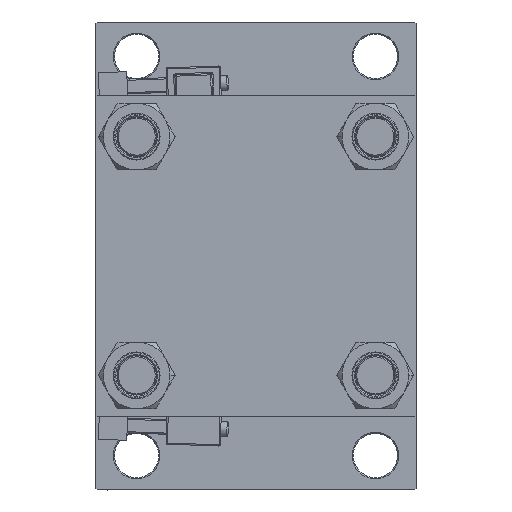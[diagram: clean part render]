
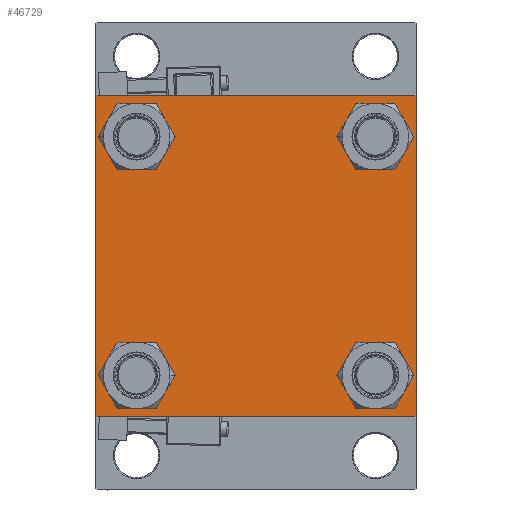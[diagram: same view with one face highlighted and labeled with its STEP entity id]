
A CAD part, left-side view. The second image highlights one B-rep face of the part: STEP entity #46729.
In plain terms, the highlighted planar face has unit normal (-1, 0, 0).
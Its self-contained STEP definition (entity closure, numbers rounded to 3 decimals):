
#287 = DIRECTION ( 'NONE',  ( 0., 0., 1. ) ) ;
#336 = CIRCLE ( 'NONE', #45712, 8.5 ) ;
#655 = ORIENTED_EDGE ( 'NONE', *, *, #20745, .T. ) ;
#904 = ORIENTED_EDGE ( 'NONE', *, *, #4421, .T. ) ;
#1114 = EDGE_CURVE ( 'NONE', #5663, #21054, #11009, .T. ) ;
#2495 = DIRECTION ( 'NONE',  ( 0., -1., 0. ) ) ;
#2561 = CARTESIAN_POINT ( 'NONE',  ( 0., 65., 64.5 ) ) ;
#2711 = EDGE_CURVE ( 'NONE', #47531, #5937, #22992, .T. ) ;
#3403 = CARTESIAN_POINT ( 'NONE',  ( 0., -64.75, -64.75 ) ) ;
#3932 = LINE ( 'NONE', #18646, #12066 ) ;
#4126 = AXIS2_PLACEMENT_3D ( 'NONE', #19541, #23364, #15980 ) ;
#4175 = VERTEX_POINT ( 'NONE', #23864 ) ;
#4217 = DIRECTION ( 'NONE',  ( -1., 0., 0. ) ) ;
#4276 = DIRECTION ( 'NONE',  ( 0., 0., 1. ) ) ;
#4421 = EDGE_CURVE ( 'NONE', #9819, #9922, #22195, .T. ) ;
#4468 = FACE_OUTER_BOUND ( 'NONE', #10695, .T. ) ;
#4602 = CIRCLE ( 'NONE', #11091, 8.5 ) ;
#5349 = AXIS2_PLACEMENT_3D ( 'NONE', #21489, #13632, #287 ) ;
#5663 = VERTEX_POINT ( 'NONE', #18831 ) ;
#5937 = VERTEX_POINT ( 'NONE', #20510 ) ;
#6942 = ORIENTED_EDGE ( 'NONE', *, *, #48683, .F. ) ;
#7537 = CARTESIAN_POINT ( 'NONE',  ( 0., -65., -64.5 ) ) ;
#7839 = LINE ( 'NONE', #23793, #25359 ) ;
#8035 = FACE_BOUND ( 'NONE', #48779, .T. ) ;
#8185 = CARTESIAN_POINT ( 'NONE',  ( 0., -48.45, -48.45 ) ) ;
#8315 = DIRECTION ( 'NONE',  ( 0., 0., 1. ) ) ;
#8640 = ORIENTED_EDGE ( 'NONE', *, *, #2711, .T. ) ;
#9208 = VECTOR ( 'NONE', #30443, 1000. ) ;
#9398 = VECTOR ( 'NONE', #12769, 1000. ) ;
#9601 = CIRCLE ( 'NONE', #15281, 8.5 ) ;
#9819 = VERTEX_POINT ( 'NONE', #14825 ) ;
#9922 = VERTEX_POINT ( 'NONE', #33588 ) ;
#10146 = CARTESIAN_POINT ( 'NONE',  ( 0., 64.5, 65. ) ) ;
#10240 = DIRECTION ( 'NONE',  ( 1., 0., 0. ) ) ;
#10606 = EDGE_CURVE ( 'NONE', #17976, #35838, #45828, .T. ) ;
#10695 = EDGE_LOOP ( 'NONE', ( #655, #12892, #44886, #27939, #20554, #8640, #6942, #19496 ) ) ;
#10997 = CARTESIAN_POINT ( 'NONE',  ( 0., -48.45, 56.95 ) ) ;
#11009 = LINE ( 'NONE', #3403, #38310 ) ;
#11091 = AXIS2_PLACEMENT_3D ( 'NONE', #8185, #42917, #11978 ) ;
#11396 = CARTESIAN_POINT ( 'NONE',  ( 0., -65., 64.5 ) ) ;
#11438 = LINE ( 'NONE', #22618, #9208 ) ;
#11802 = EDGE_CURVE ( 'NONE', #27645, #5663, #32781, .T. ) ;
#11978 = DIRECTION ( 'NONE',  ( 0., 0., 1. ) ) ;
#12066 = VECTOR ( 'NONE', #50091, 1000. ) ;
#12581 = CARTESIAN_POINT ( 'NONE',  ( 0., 64.75, 64.75 ) ) ;
#12769 = DIRECTION ( 'NONE',  ( 0., -1., 0. ) ) ;
#12892 = ORIENTED_EDGE ( 'NONE', *, *, #49017, .T. ) ;
#13520 = CARTESIAN_POINT ( 'NONE',  ( 0., 65., -65. ) ) ;
#13632 = DIRECTION ( 'NONE',  ( 1., 0., 0. ) ) ;
#14169 = CARTESIAN_POINT ( 'NONE',  ( 0., 48.45, -48.45 ) ) ;
#14825 = CARTESIAN_POINT ( 'NONE',  ( 0., -48.45, -39.95 ) ) ;
#15281 = AXIS2_PLACEMENT_3D ( 'NONE', #46862, #16654, #8315 ) ;
#15626 = CARTESIAN_POINT ( 'NONE',  ( 0., 65., -64.5 ) ) ;
#15980 = DIRECTION ( 'NONE',  ( 0., 0., 1. ) ) ;
#16028 = CARTESIAN_POINT ( 'NONE',  ( 0., 48.45, -39.95 ) ) ;
#16487 = VECTOR ( 'NONE', #50125, 1000. ) ;
#16654 = DIRECTION ( 'NONE',  ( 1., 0., 0. ) ) ;
#16669 = CARTESIAN_POINT ( 'NONE',  ( 0., 48.45, 39.95 ) ) ;
#16884 = EDGE_LOOP ( 'NONE', ( #32431, #47626 ) ) ;
#17719 = DIRECTION ( 'NONE',  ( 0., 0., 1. ) ) ;
#17783 = CARTESIAN_POINT ( 'NONE',  ( 0., -48.45, 48.45 ) ) ;
#17863 = VERTEX_POINT ( 'NONE', #15626 ) ;
#17976 = VERTEX_POINT ( 'NONE', #47319 ) ;
#18646 = CARTESIAN_POINT ( 'NONE',  ( 0., 64.75, -64.75 ) ) ;
#18831 = CARTESIAN_POINT ( 'NONE',  ( 0., -64.5, -65. ) ) ;
#19496 = ORIENTED_EDGE ( 'NONE', *, *, #49915, .T. ) ;
#19541 = CARTESIAN_POINT ( 'NONE',  ( 0., 48.45, 48.45 ) ) ;
#19915 = DIRECTION ( 'NONE',  ( 0., 0., 1. ) ) ;
#20510 = CARTESIAN_POINT ( 'NONE',  ( 0., -64.5, 65. ) ) ;
#20554 = ORIENTED_EDGE ( 'NONE', *, *, #22053, .F. ) ;
#20745 = EDGE_CURVE ( 'NONE', #30039, #17863, #7839, .T. ) ;
#21054 = VERTEX_POINT ( 'NONE', #7537 ) ;
#21489 = CARTESIAN_POINT ( 'NONE',  ( 0., 48.45, -48.45 ) ) ;
#22053 = EDGE_CURVE ( 'NONE', #47531, #21054, #11438, .T. ) ;
#22195 = CIRCLE ( 'NONE', #40859, 8.5 ) ;
#22248 = EDGE_CURVE ( 'NONE', #35838, #17976, #336, .T. ) ;
#22618 = CARTESIAN_POINT ( 'NONE',  ( 0., -65., 65. ) ) ;
#22992 = LINE ( 'NONE', #30827, #16487 ) ;
#23353 = VERTEX_POINT ( 'NONE', #16669 ) ;
#23364 = DIRECTION ( 'NONE',  ( 1., 0., 0. ) ) ;
#23520 = DIRECTION ( 'NONE',  ( 0., 0.707, -0.707 ) ) ;
#23793 = CARTESIAN_POINT ( 'NONE',  ( 0., 65., 65. ) ) ;
#23864 = CARTESIAN_POINT ( 'NONE',  ( 0., -48.45, 39.95 ) ) ;
#23958 = EDGE_LOOP ( 'NONE', ( #904, #40175 ) ) ;
#24495 = CARTESIAN_POINT ( 'NONE',  ( 0., 0., 0. ) ) ;
#25359 = VECTOR ( 'NONE', #47122, 1000. ) ;
#26001 = CIRCLE ( 'NONE', #4126, 8.5 ) ;
#26934 = VERTEX_POINT ( 'NONE', #10997 ) ;
#27645 = VERTEX_POINT ( 'NONE', #31274 ) ;
#27802 = LINE ( 'NONE', #12581, #36428 ) ;
#27939 = ORIENTED_EDGE ( 'NONE', *, *, #1114, .T. ) ;
#28204 = AXIS2_PLACEMENT_3D ( 'NONE', #24495, #4217, #19915 ) ;
#28284 = PLANE ( 'NONE',  #28204 ) ;
#29495 = CARTESIAN_POINT ( 'NONE',  ( 0., -48.45, 48.45 ) ) ;
#29685 = ORIENTED_EDGE ( 'NONE', *, *, #36069, .T. ) ;
#30039 = VERTEX_POINT ( 'NONE', #2561 ) ;
#30245 = EDGE_LOOP ( 'NONE', ( #38409, #41511 ) ) ;
#30443 = DIRECTION ( 'NONE',  ( 0., 0., -1. ) ) ;
#30827 = CARTESIAN_POINT ( 'NONE',  ( 0., -64.75, 64.75 ) ) ;
#31274 = CARTESIAN_POINT ( 'NONE',  ( 0., 64.5, -65. ) ) ;
#31641 = DIRECTION ( 'NONE',  ( 1., 0., 0. ) ) ;
#31939 = EDGE_CURVE ( 'NONE', #9922, #9819, #4602, .T. ) ;
#32431 = ORIENTED_EDGE ( 'NONE', *, *, #35633, .T. ) ;
#32781 = LINE ( 'NONE', #13520, #9398 ) ;
#33588 = CARTESIAN_POINT ( 'NONE',  ( 0., -48.45, -56.95 ) ) ;
#33819 = DIRECTION ( 'NONE',  ( 0., 0., 1. ) ) ;
#33831 = DIRECTION ( 'NONE',  ( 0., -0.707, 0.707 ) ) ;
#35511 = CIRCLE ( 'NONE', #46066, 8.5 ) ;
#35633 = EDGE_CURVE ( 'NONE', #37295, #23353, #9601, .T. ) ;
#35838 = VERTEX_POINT ( 'NONE', #16028 ) ;
#36069 = EDGE_CURVE ( 'NONE', #4175, #26934, #35511, .T. ) ;
#36428 = VECTOR ( 'NONE', #23520, 1000. ) ;
#37096 = AXIS2_PLACEMENT_3D ( 'NONE', #29495, #10240, #33819 ) ;
#37295 = VERTEX_POINT ( 'NONE', #43571 ) ;
#37483 = LINE ( 'NONE', #41532, #42873 ) ;
#38310 = VECTOR ( 'NONE', #33831, 1000. ) ;
#38409 = ORIENTED_EDGE ( 'NONE', *, *, #22248, .T. ) ;
#38731 = CIRCLE ( 'NONE', #37096, 8.5 ) ;
#38967 = FACE_BOUND ( 'NONE', #30245, .T. ) ;
#39213 = FACE_BOUND ( 'NONE', #23958, .T. ) ;
#40175 = ORIENTED_EDGE ( 'NONE', *, *, #31939, .T. ) ;
#40314 = DIRECTION ( 'NONE',  ( 1., 0., 0. ) ) ;
#40859 = AXIS2_PLACEMENT_3D ( 'NONE', #46380, #31641, #4276 ) ;
#40939 = EDGE_CURVE ( 'NONE', #23353, #37295, #26001, .T. ) ;
#41379 = DIRECTION ( 'NONE',  ( 1., 0., 0. ) ) ;
#41511 = ORIENTED_EDGE ( 'NONE', *, *, #10606, .T. ) ;
#41532 = CARTESIAN_POINT ( 'NONE',  ( 0., 65., 65. ) ) ;
#42280 = EDGE_CURVE ( 'NONE', #26934, #4175, #38731, .T. ) ;
#42873 = VECTOR ( 'NONE', #2495, 1000. ) ;
#42917 = DIRECTION ( 'NONE',  ( 1., 0., 0. ) ) ;
#43256 = FACE_BOUND ( 'NONE', #16884, .T. ) ;
#43571 = CARTESIAN_POINT ( 'NONE',  ( 0., 48.45, 56.95 ) ) ;
#44886 = ORIENTED_EDGE ( 'NONE', *, *, #11802, .T. ) ;
#45712 = AXIS2_PLACEMENT_3D ( 'NONE', #14169, #40314, #17719 ) ;
#45828 = CIRCLE ( 'NONE', #5349, 8.5 ) ;
#46066 = AXIS2_PLACEMENT_3D ( 'NONE', #17783, #41379, #48993 ) ;
#46380 = CARTESIAN_POINT ( 'NONE',  ( 0., -48.45, -48.45 ) ) ;
#46729 = ADVANCED_FACE ( 'NONE', ( #8035, #39213, #38967, #43256, #4468 ), #28284, .T. ) ;
#46814 = ORIENTED_EDGE ( 'NONE', *, *, #42280, .T. ) ;
#46862 = CARTESIAN_POINT ( 'NONE',  ( 0., 48.45, 48.45 ) ) ;
#47122 = DIRECTION ( 'NONE',  ( 0., 0., -1. ) ) ;
#47319 = CARTESIAN_POINT ( 'NONE',  ( 0., 48.45, -56.95 ) ) ;
#47531 = VERTEX_POINT ( 'NONE', #11396 ) ;
#47626 = ORIENTED_EDGE ( 'NONE', *, *, #40939, .T. ) ;
#48296 = VERTEX_POINT ( 'NONE', #10146 ) ;
#48683 = EDGE_CURVE ( 'NONE', #48296, #5937, #37483, .T. ) ;
#48779 = EDGE_LOOP ( 'NONE', ( #46814, #29685 ) ) ;
#48993 = DIRECTION ( 'NONE',  ( 0., 0., 1. ) ) ;
#49017 = EDGE_CURVE ( 'NONE', #17863, #27645, #3932, .T. ) ;
#49915 = EDGE_CURVE ( 'NONE', #48296, #30039, #27802, .T. ) ;
#50091 = DIRECTION ( 'NONE',  ( 0., -0.707, -0.707 ) ) ;
#50125 = DIRECTION ( 'NONE',  ( 0., 0.707, 0.707 ) ) ;
